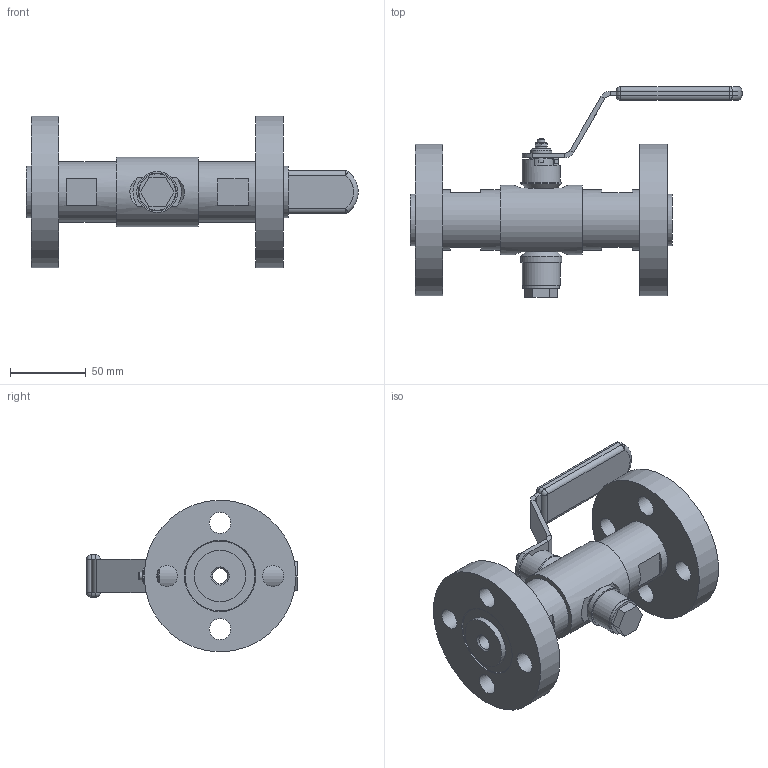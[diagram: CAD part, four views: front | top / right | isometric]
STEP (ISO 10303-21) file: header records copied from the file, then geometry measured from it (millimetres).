
FILE_DESCRIPTION(('STEP AP242'), '1');
FILE_NAME('ÔÁ39.310.010.000 - Êðàí ïðîõîäíîé DN10 PN63', '', ('UNSPECIFIED'), ('UNSPECIFIED'), 'ASCON STEP Converter 1.6', 'ASCON Math Kernel', '');
FILE_SCHEMA(('AP242_MANAGED_MODEL_BASED_3D_ENGINEERING_MIM_LF { 1 0 10303 442 1 1 4 }'));
Length unit declared in the file: millimetre
Products named in the file (1): 埡39.310.010.000
Bounding box: 218.94 x 139 x 100 mm (x, y, z)
Volume: 476481.4 mm3; surface area: 96353.4 mm2
Topology: 1 solids, 1 shells, 270 faces, 609 edges, 366 vertices
Faces by surface type: plane 145, cylinder 80, cone 29, sphere 8, bspline 6, torus 2
Full cylindrical faces by diameter (mm): 3.8 x1, 5 x2, 5.5 x1, 7.8 x1, 10 x5, 11 x2, 12 x4, 12.5 x2, 14 x9, 16 x1, 17 x1, 18 x5, 22 x2, 24 x1, 25 x2, 27 x2, 34 x2, 40 x2, 40.5 x2, 46 x3, 47 x2, 100 x2
Entity records: 13915 total; most frequent: CARTESIAN_POINT 5934, DIRECTION 1256, ORIENTED_EDGE 1032, AXIS2_PLACEMENT_3D 519, EDGE_CURVE 516, EDGE_LOOP 414, VERTEX_POINT 364, FACE_BOUND 293
